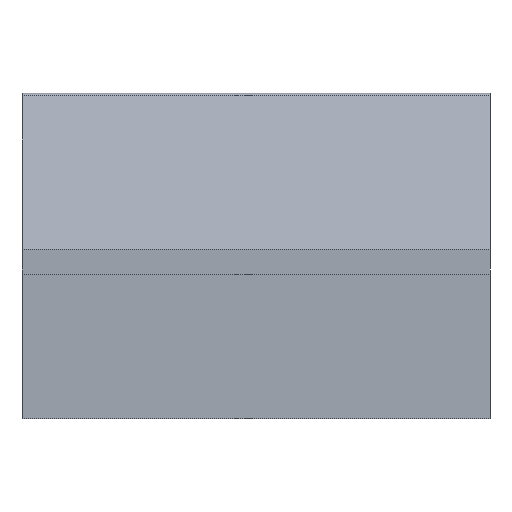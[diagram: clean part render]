
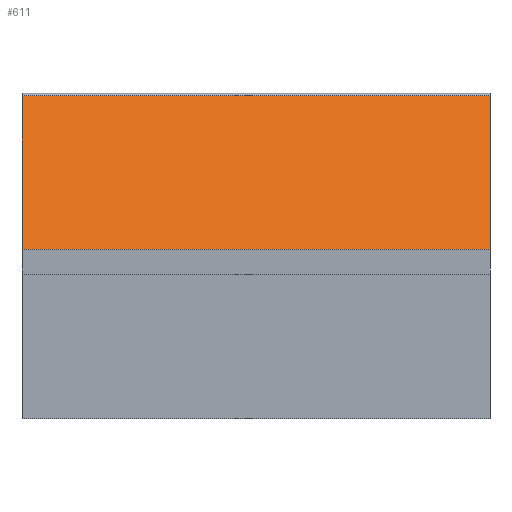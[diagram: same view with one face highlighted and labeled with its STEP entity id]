
A CAD part, left-side view. The second image highlights one B-rep face of the part: STEP entity #611.
In plain terms, the highlighted planar face has unit normal (-0.905, 0, 0.425).
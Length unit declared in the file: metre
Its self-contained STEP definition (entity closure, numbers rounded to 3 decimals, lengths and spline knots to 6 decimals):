
#74=ORIENTED_EDGE('',*,*,#224,.F.);
#75=ORIENTED_EDGE('',*,*,#225,.T.);
#76=ORIENTED_EDGE('',*,*,#222,.T.);
#77=ORIENTED_EDGE('',*,*,#226,.T.);
#222=EDGE_CURVE('',#301,#300,#357,.F.);
#224=EDGE_CURVE('',#302,#303,#358,.F.);
#225=EDGE_CURVE('',#302,#301,#359,.F.);
#226=EDGE_CURVE('',#300,#303,#360,.F.);
#300=VERTEX_POINT('',#976);
#301=VERTEX_POINT('',#978);
#302=VERTEX_POINT('',#982);
#303=VERTEX_POINT('',#983);
#357=LINE('',#977,#433);
#358=LINE('',#981,#434);
#359=LINE('',#984,#435);
#360=LINE('',#985,#436);
#433=VECTOR('',#798,1.);
#434=VECTOR('',#803,1.);
#435=VECTOR('',#804,1.);
#436=VECTOR('',#805,1.);
#501=EDGE_LOOP('',(#74,#75,#76,#77));
#539=FACE_BOUND('',#501,.T.);
#575=PLANE('',#715);
#611=ADVANCED_FACE('',(#539),#575,.T.);
#715=AXIS2_PLACEMENT_3D('',#980,#801,#802);
#798=DIRECTION('',(0.425,0.,0.905));
#801=DIRECTION('',(-0.905,0.,0.425));
#802=DIRECTION('',(0.425,0.,0.905));
#803=DIRECTION('',(0.425,0.,0.905));
#804=DIRECTION('',(0.,-1.,0.));
#805=DIRECTION('',(0.,1.,0.));
#976=CARTESIAN_POINT('',(-0.022957,0.061786,0.004));
#977=CARTESIAN_POINT('',(-0.011026,0.061786,0.029385));
#978=CARTESIAN_POINT('',(-0.01141,0.061786,0.028569));
#980=CARTESIAN_POINT('',(-0.011207,0.024286,0.029));
#981=CARTESIAN_POINT('',(-0.011026,-0.013214,0.029385));
#982=CARTESIAN_POINT('',(-0.01141,-0.013214,0.028569));
#983=CARTESIAN_POINT('',(-0.022957,-0.013214,0.004));
#984=CARTESIAN_POINT('',(-0.01141,0.061786,0.028569));
#985=CARTESIAN_POINT('',(-0.022957,0.024286,0.004));
